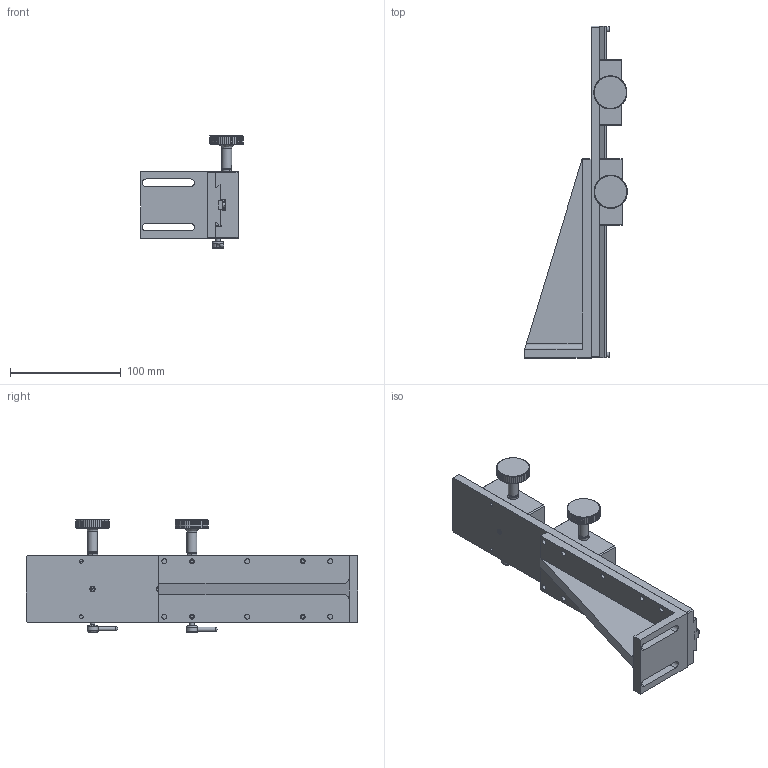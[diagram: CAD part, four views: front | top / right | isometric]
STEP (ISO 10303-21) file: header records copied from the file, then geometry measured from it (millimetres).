
FILE_DESCRIPTION (( 'STEP AP203' ), '1' );
FILE_NAME ('528777.STEP', '2024-10-15T02:09:03', ( 'Windows User' ), ( 'P R C' ), 'SwSTEP 2.0', 'SolidWorks 2020', '' );
FILE_SCHEMA (( 'CONFIG_CONTROL_DESIGN' ));
Products named in the file (1): 528777
Bounding box: 92.73 x 300 x 102.26 mm (x, y, z)
Volume: 468475.8 mm3; surface area: 147225.3 mm2
Topology: 45 solids, 45 shells, 1381 faces, 3238 edges, 1971 vertices
Faces by surface type: plane 673, cone 324, cylinder 300, bspline 84
Full cylindrical faces by diameter (mm): 2.05 x6, 2.5 x28, 2.9 x6, 3 x20, 3.3 x28, 4 x8, 4.1 x4, 4.5 x20, 5 x16, 5.5 x4, 6 x6, 7.4 x2, 8 x8, 9 x4, 10 x4
Entity records: 206760 total; most frequent: CARTESIAN_POINT 178403, DIRECTION 5607, ORIENTED_EDGE 5582, EDGE_CURVE 2791, AXIS2_PLACEMENT_3D 2230, EDGE_LOOP 1847, VERTEX_POINT 1834, FACE_OUTER_BOUND 1561
